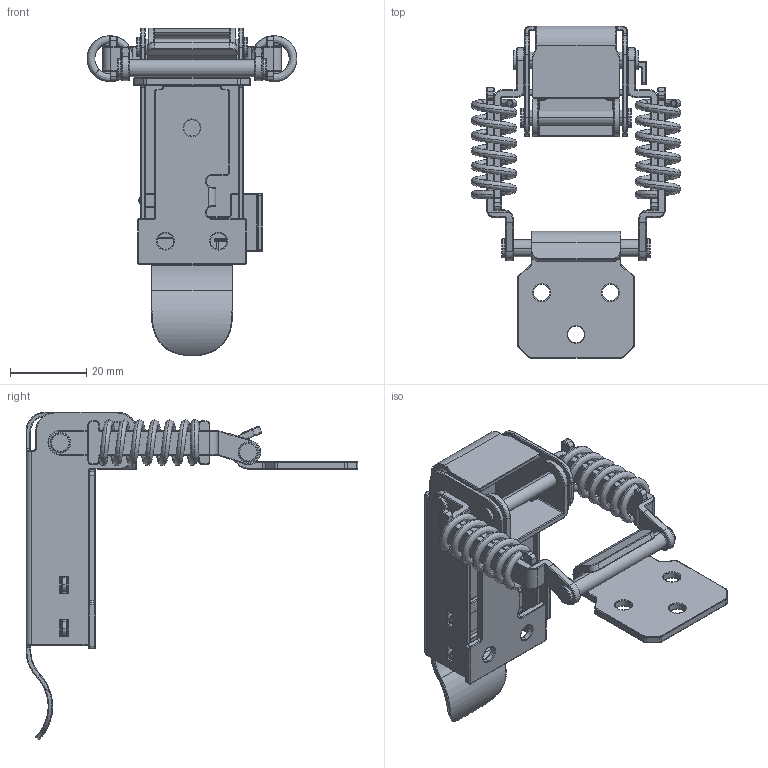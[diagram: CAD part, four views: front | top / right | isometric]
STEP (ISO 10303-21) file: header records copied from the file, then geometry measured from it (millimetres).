
FILE_DESCRIPTION (( 'STEP AP214' ), '1' );
FILE_NAME ('TSL-A211B-1.STEP', '2023-11-24T06:30:39', ( '' ), ( '' ), 'SwSTEP 2.0', 'SolidWorks 2016', '' );
FILE_SCHEMA (( 'AUTOMOTIVE_DESIGN' ));
Length unit declared in the file: millimetre
Products named in the file (9): 滖嵞; ?ｻﾉ; 熵粻瞎(1); 菁啣; 安全扣; 玅屳; TSL-A211B-1; 熵粻瞎(2); 奻釱
Assembly tree (9 placements, depth 2):
  TSL-A211B-1
    菁啣
    玅屳
    安全扣
    熵粻瞎(1)
    熵粻瞎(2)
    ?ｻﾉ  x2
    滖嵞
    奻釱
Bounding box: 55 x 87.06 x 85.92 mm (x, y, z)
Volume: 15952.4 mm3; surface area: 24031.9 mm2
Topology: 9 solids, 9 shells, 1107 faces, 2544 edges, 1445 vertices
Faces by surface type: cylinder 489, torus 396, plane 176, bspline 38, sphere 8
Entity records: 34697 total; most frequent: CARTESIAN_POINT 8914, DIRECTION 6085, ORIENTED_EDGE 4992, AXIS2_PLACEMENT_3D 2582, EDGE_CURVE 2496, CIRCLE 1507, VERTEX_POINT 1429, EDGE_LOOP 1133
